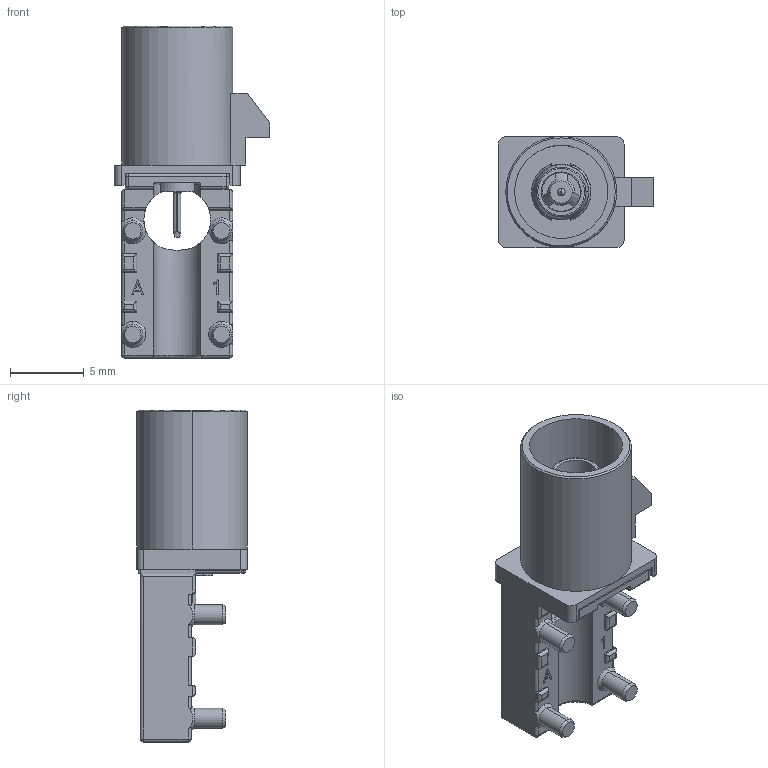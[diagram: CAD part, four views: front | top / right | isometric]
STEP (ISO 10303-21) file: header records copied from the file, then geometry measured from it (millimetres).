
FILE_DESCRIPTION (( 'STEP AP203' ), '1' );
FILE_NAME ('410DF01N6TA4T5CZ.STEP', '2021-02-03T01:18:21', ( '' ), ( '' ), 'SwSTEP 2.0', 'SolidWorks 2018', '' );
FILE_SCHEMA (( 'CONFIG_CONTROL_DESIGN' ));
Length unit declared in the file: centimetre
Products named in the file (1): 410DF01N6TA4T5CZ
Bounding box: 10.5 x 7.5 x 22.45 mm (x, y, z)
Volume: 551.6 mm3; surface area: 1162.2 mm2
Topology: 1 solids, 2 shells, 511 faces, 1354 edges, 847 vertices
Faces by surface type: plane 231, cylinder 152, bspline 46, cone 43, torus 29, sphere 10
Entity records: 17132 total; most frequent: CARTESIAN_POINT 4715, ORIENTED_EDGE 2688, DIRECTION 2435, EDGE_CURVE 1344, VERTEX_POINT 847, AXIS2_PLACEMENT_3D 819, LINE 797, VECTOR 797
